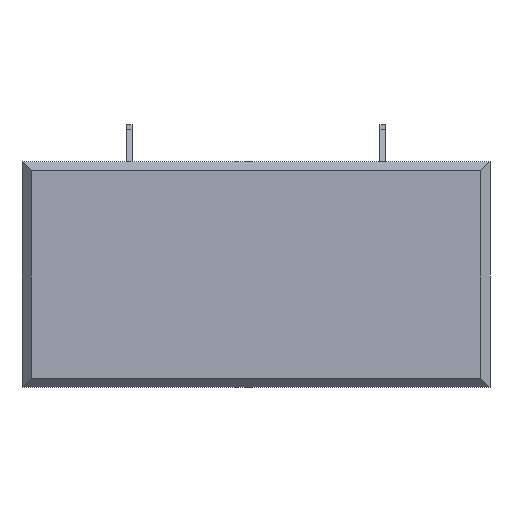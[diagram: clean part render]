
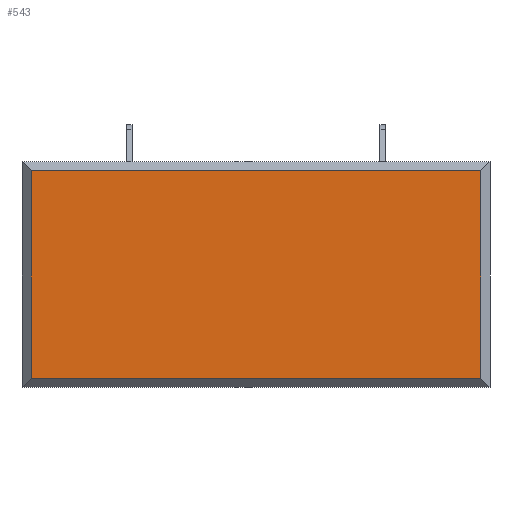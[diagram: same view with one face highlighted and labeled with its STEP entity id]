
A CAD part, front view. The second image highlights one B-rep face of the part: STEP entity #543.
In plain terms, the highlighted planar face has unit normal (0, -1, 0).
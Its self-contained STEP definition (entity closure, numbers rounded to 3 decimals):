
#68=ORIENTED_EDGE('',*,*,#216,.T.);
#69=ORIENTED_EDGE('',*,*,#217,.T.);
#70=ORIENTED_EDGE('',*,*,#218,.T.);
#71=ORIENTED_EDGE('',*,*,#219,.T.);
#216=EDGE_CURVE('',#288,#289,#340,.T.);
#217=EDGE_CURVE('',#289,#290,#341,.T.);
#218=EDGE_CURVE('',#290,#291,#342,.T.);
#219=EDGE_CURVE('',#291,#288,#343,.T.);
#288=VERTEX_POINT('',#833);
#289=VERTEX_POINT('',#834);
#290=VERTEX_POINT('',#836);
#291=VERTEX_POINT('',#838);
#340=LINE('',#832,#408);
#341=LINE('',#835,#409);
#342=LINE('',#837,#410);
#343=LINE('',#839,#411);
#408=VECTOR('',#665,1000.);
#409=VECTOR('',#666,1000.);
#410=VECTOR('',#667,1000.);
#411=VECTOR('',#668,1000.);
#453=EDGE_LOOP('',(#68,#69,#70,#71));
#487=FACE_BOUND('',#453,.T.);
#517=PLANE('',#586);
#543=ADVANCED_FACE('',(#487),#517,.T.);
#586=AXIS2_PLACEMENT_3D('',#831,#663,#664);
#663=DIRECTION('',(0.,-1.,0.));
#664=DIRECTION('',(0.,0.,-1.));
#665=DIRECTION('',(1.,0.,0.));
#666=DIRECTION('',(0.,0.,1.));
#667=DIRECTION('',(-1.,0.,0.));
#668=DIRECTION('',(0.,0.,-1.));
#831=CARTESIAN_POINT('',(0.,0.,0.));
#832=CARTESIAN_POINT('',(0.,0.,-56.));
#833=CARTESIAN_POINT('',(-121.5,0.,-56.));
#834=CARTESIAN_POINT('',(121.5,0.,-56.));
#835=CARTESIAN_POINT('',(121.5,0.,0.));
#836=CARTESIAN_POINT('',(121.5,0.,56.));
#837=CARTESIAN_POINT('',(0.,0.,56.));
#838=CARTESIAN_POINT('',(-121.5,0.,56.));
#839=CARTESIAN_POINT('',(-121.5,0.,0.));
